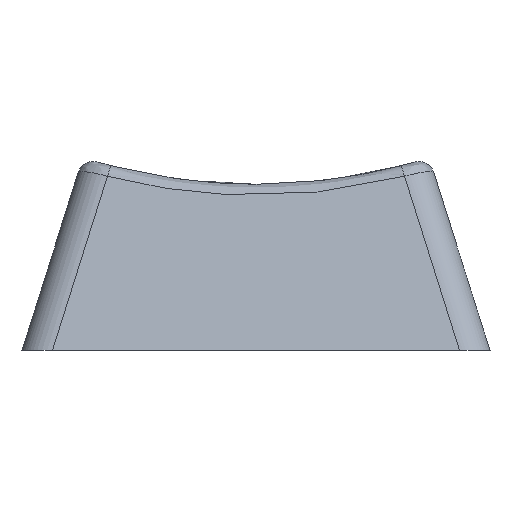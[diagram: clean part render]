
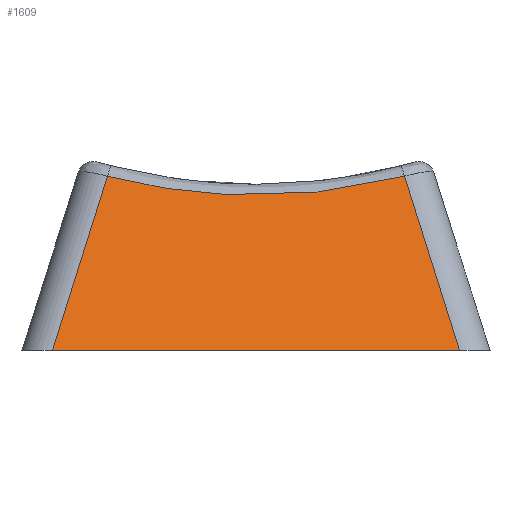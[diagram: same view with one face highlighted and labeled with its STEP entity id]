
A CAD part, left-side view. The second image highlights one B-rep face of the part: STEP entity #1609.
In plain terms, the highlighted planar face has unit normal (-0.95, 0, 0.312).
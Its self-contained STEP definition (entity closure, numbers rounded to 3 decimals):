
#1569=CARTESIAN_POINT('',(196.516,333.85,2.671));
#1570=DIRECTION('',(0.95,0.,-0.312));
#1571=DIRECTION('',(-0.312,0.,-0.95));
#1572=AXIS2_PLACEMENT_3D('',#1569,#1570,#1571);
#1573=PLANE('',#1572);
#1574=CARTESIAN_POINT('',(195.638,325.888,0.));
#1575=VERTEX_POINT('',#1574);
#1576=CARTESIAN_POINT('',(197.879,328.039,6.813));
#1577=VERTEX_POINT('',#1576);
#1578=CARTESIAN_POINT('',(195.638,325.888,-0.));
#1579=DIRECTION('',(0.299,0.287,0.91));
#1580=VECTOR('',#1579,7.488);
#1581=LINE('',#1578,#1580);
#1582=EDGE_CURVE('',#1575,#1577,#1581,.T.);
#1583=ORIENTED_EDGE('',*,*,#1582,.T.);
#1584=CARTESIAN_POINT('',(197.879,339.661,6.813));
#1585=VERTEX_POINT('',#1584);
#1586=CARTESIAN_POINT('',(205.238,333.85,29.184));
#1587=DIRECTION('',(0.95,0.,-0.312));
#1588=DIRECTION('',(0.312,0.,0.95));
#1589=AXIS2_PLACEMENT_3D('',#1586,#1587,#1588);
#1590=ELLIPSE('',#1589,24.332,23.114);
#1591=EDGE_CURVE('',#1577,#1585,#1590,.T.);
#1592=ORIENTED_EDGE('',*,*,#1591,.T.);
#1593=CARTESIAN_POINT('',(195.638,341.812,0.));
#1594=VERTEX_POINT('',#1593);
#1595=CARTESIAN_POINT('',(197.879,339.661,6.813));
#1596=DIRECTION('',(-0.299,0.287,-0.91));
#1597=VECTOR('',#1596,7.488);
#1598=LINE('',#1595,#1597);
#1599=EDGE_CURVE('',#1585,#1594,#1598,.T.);
#1600=ORIENTED_EDGE('',*,*,#1599,.T.);
#1601=CARTESIAN_POINT('',(195.638,341.812,0.));
#1602=DIRECTION('',(-0.,-1.,-0.));
#1603=VECTOR('',#1602,15.925);
#1604=LINE('',#1601,#1603);
#1605=EDGE_CURVE('',#1594,#1575,#1604,.T.);
#1606=ORIENTED_EDGE('',*,*,#1605,.T.);
#1607=EDGE_LOOP('',(#1583,#1592,#1600,#1606));
#1608=FACE_BOUND('',#1607,.T.);
#1609=ADVANCED_FACE('',(#1608),#1573,.F.);
